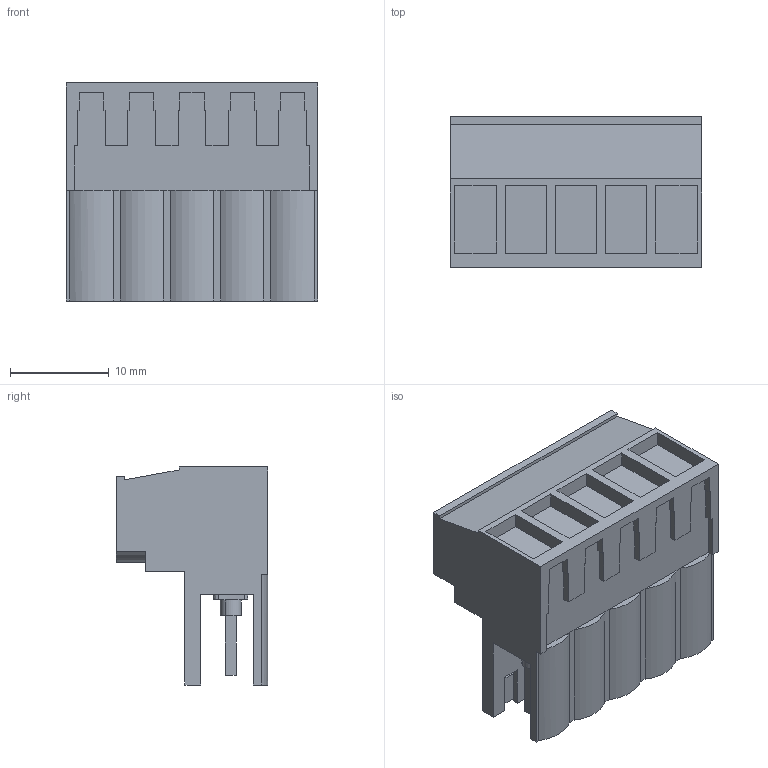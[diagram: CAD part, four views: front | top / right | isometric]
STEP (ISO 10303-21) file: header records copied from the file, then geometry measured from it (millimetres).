
FILE_DESCRIPTION(('CATIA V5 STEP','CAx-IF Rec.Pracs.--- Model Styling and Organization---1.2---2011-12-15'),'2;1');
FILE_NAME ('D1453749_0_1627120000_1627120000.stp','2017-06-01T06:33:51+00:00',('none'),('Weidmueller'),'CATIA Version 5-6 Release 2014','CATIA V5 STEP AP214','none');
FILE_SCHEMA(('AUTOMOTIVE_DESIGN { 1 0 10303 214 1 1 1 1 }'));
Length unit declared in the file: millimetre
Products named in the file (1): 1627120000
Bounding box: 25.4 x 15.3 x 22.05 mm (x, y, z)
Volume: 4336.3 mm3; surface area: 3937.4 mm2
Topology: 11 solids, 11 shells, 364 faces, 986 edges, 664 vertices
Faces by surface type: plane 279, cylinder 65, extrusion 20
Entity records: 11279 total; most frequent: CARTESIAN_POINT 2561, ORIENTED_EDGE 1972, DIRECTION 1426, EDGE_CURVE 986, VECTOR 814, LINE 794, VERTEX_POINT 664, EDGE_LOOP 394
